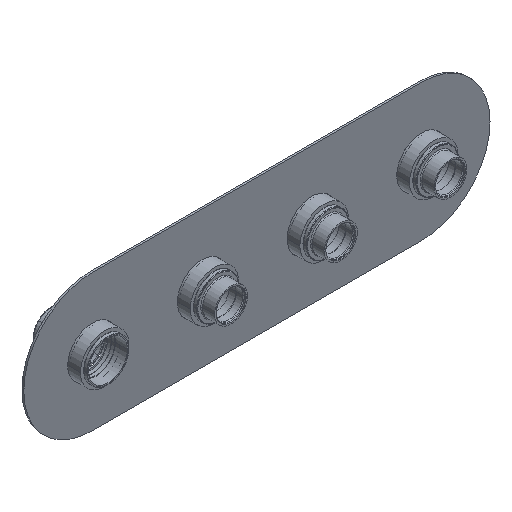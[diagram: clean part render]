
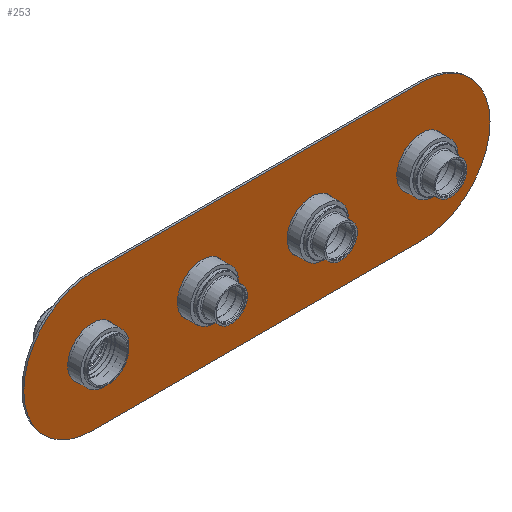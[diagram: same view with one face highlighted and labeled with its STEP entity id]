
A CAD part, isometric view. The second image highlights one B-rep face of the part: STEP entity #253.
In plain terms, the highlighted planar face has unit normal (0, -1, 0).
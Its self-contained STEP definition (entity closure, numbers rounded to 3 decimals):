
#2=DIRECTION('',(1.,0.,0.));
#3=VECTOR('',#2,360.);
#4=CARTESIAN_POINT('',(-180.,0.,75.));
#5=LINE('',#4,#3);
#6=CARTESIAN_POINT('',(180.,0.,0.));
#7=DIRECTION('',(0.,1.,0.));
#8=DIRECTION('',(0.,0.,1.));
#9=AXIS2_PLACEMENT_3D('',#6,#7,#8);
#11=DIRECTION('',(-1.,0.,0.));
#12=VECTOR('',#11,360.);
#13=CARTESIAN_POINT('',(180.,0.,-75.));
#14=LINE('',#13,#12);
#15=CARTESIAN_POINT('',(-180.,0.,0.));
#16=DIRECTION('',(0.,1.,0.));
#17=DIRECTION('',(0.,0.,-1.));
#18=AXIS2_PLACEMENT_3D('',#15,#16,#17);
#20=CARTESIAN_POINT('',(-60.,0.,0.));
#21=DIRECTION('',(0.,1.,0.));
#22=DIRECTION('',(1.,0.,0.));
#23=AXIS2_PLACEMENT_3D('',#20,#21,#22);
#25=CARTESIAN_POINT('',(-60.,0.,0.));
#26=DIRECTION('',(0.,1.,0.));
#27=DIRECTION('',(-1.,0.,0.));
#28=AXIS2_PLACEMENT_3D('',#25,#26,#27);
#30=CARTESIAN_POINT('',(180.,0.,0.));
#31=DIRECTION('',(0.,1.,0.));
#32=DIRECTION('',(1.,0.,0.));
#33=AXIS2_PLACEMENT_3D('',#30,#31,#32);
#35=CARTESIAN_POINT('',(180.,0.,0.));
#36=DIRECTION('',(0.,1.,0.));
#37=DIRECTION('',(-1.,0.,0.));
#38=AXIS2_PLACEMENT_3D('',#35,#36,#37);
#40=CARTESIAN_POINT('',(-180.,0.,0.));
#41=DIRECTION('',(0.,1.,0.));
#42=DIRECTION('',(1.,0.,0.));
#43=AXIS2_PLACEMENT_3D('',#40,#41,#42);
#45=CARTESIAN_POINT('',(-180.,0.,0.));
#46=DIRECTION('',(0.,1.,0.));
#47=DIRECTION('',(-1.,0.,0.));
#48=AXIS2_PLACEMENT_3D('',#45,#46,#47);
#50=CARTESIAN_POINT('',(60.,0.,0.));
#51=DIRECTION('',(0.,1.,0.));
#52=DIRECTION('',(1.,0.,0.));
#53=AXIS2_PLACEMENT_3D('',#50,#51,#52);
#55=CARTESIAN_POINT('',(60.,0.,0.));
#56=DIRECTION('',(0.,1.,0.));
#57=DIRECTION('',(-1.,0.,0.));
#58=AXIS2_PLACEMENT_3D('',#55,#56,#57);
#166=CARTESIAN_POINT('',(-180.,0.,75.));
#167=CARTESIAN_POINT('',(180.,0.,75.));
#168=VERTEX_POINT('',#166);
#169=VERTEX_POINT('',#167);
#174=CARTESIAN_POINT('',(-33.,0.,0.));
#175=CARTESIAN_POINT('',(-87.,0.,0.));
#176=VERTEX_POINT('',#174);
#177=VERTEX_POINT('',#175);
#178=CARTESIAN_POINT('',(207.,0.,0.));
#179=CARTESIAN_POINT('',(153.,0.,0.));
#180=VERTEX_POINT('',#178);
#181=VERTEX_POINT('',#179);
#182=CARTESIAN_POINT('',(-153.,0.,0.));
#183=CARTESIAN_POINT('',(-207.,0.,0.));
#184=VERTEX_POINT('',#182);
#185=VERTEX_POINT('',#183);
#198=CARTESIAN_POINT('',(87.,0.,0.));
#199=CARTESIAN_POINT('',(33.,0.,0.));
#200=VERTEX_POINT('',#198);
#201=VERTEX_POINT('',#199);
#206=CARTESIAN_POINT('',(180.,0.,-75.));
#207=VERTEX_POINT('',#206);
#208=CARTESIAN_POINT('',(-180.,0.,-75.));
#209=VERTEX_POINT('',#208);
#214=CARTESIAN_POINT('',(0.,0.,0.));
#215=DIRECTION('',(0.,1.,0.));
#216=DIRECTION('',(1.,0.,0.));
#217=AXIS2_PLACEMENT_3D('',#214,#215,#216);
#218=PLANE('',#217);
#220=ORIENTED_EDGE('',*,*,#219,.T.);
#222=ORIENTED_EDGE('',*,*,#221,.T.);
#224=ORIENTED_EDGE('',*,*,#223,.T.);
#226=ORIENTED_EDGE('',*,*,#225,.T.);
#227=EDGE_LOOP('',(#220,#222,#224,#226));
#228=FACE_OUTER_BOUND('',#227,.F.);
#230=ORIENTED_EDGE('',*,*,#229,.F.);
#232=ORIENTED_EDGE('',*,*,#231,.F.);
#233=EDGE_LOOP('',(#230,#232));
#234=FACE_BOUND('',#233,.F.);
#236=ORIENTED_EDGE('',*,*,#235,.F.);
#238=ORIENTED_EDGE('',*,*,#237,.F.);
#239=EDGE_LOOP('',(#236,#238));
#240=FACE_BOUND('',#239,.F.);
#242=ORIENTED_EDGE('',*,*,#241,.F.);
#244=ORIENTED_EDGE('',*,*,#243,.F.);
#245=EDGE_LOOP('',(#242,#244));
#246=FACE_BOUND('',#245,.F.);
#248=ORIENTED_EDGE('',*,*,#247,.F.);
#250=ORIENTED_EDGE('',*,*,#249,.F.);
#251=EDGE_LOOP('',(#248,#250));
#252=FACE_BOUND('',#251,.F.);
#253=ADVANCED_FACE('',(#228,#234,#240,#246,#252),#218,.F.);
#10=CIRCLE('',#9,75.);
#19=CIRCLE('',#18,75.);
#24=CIRCLE('',#23,27.);
#29=CIRCLE('',#28,27.);
#34=CIRCLE('',#33,27.);
#39=CIRCLE('',#38,27.);
#44=CIRCLE('',#43,27.);
#49=CIRCLE('',#48,27.);
#54=CIRCLE('',#53,27.);
#59=CIRCLE('',#58,27.);
#219=EDGE_CURVE('',#168,#169,#5,.T.);
#221=EDGE_CURVE('',#169,#207,#10,.T.);
#223=EDGE_CURVE('',#207,#209,#14,.T.);
#225=EDGE_CURVE('',#209,#168,#19,.T.);
#229=EDGE_CURVE('',#176,#177,#24,.T.);
#231=EDGE_CURVE('',#177,#176,#29,.T.);
#235=EDGE_CURVE('',#180,#181,#34,.T.);
#237=EDGE_CURVE('',#181,#180,#39,.T.);
#241=EDGE_CURVE('',#184,#185,#44,.T.);
#243=EDGE_CURVE('',#185,#184,#49,.T.);
#247=EDGE_CURVE('',#200,#201,#54,.T.);
#249=EDGE_CURVE('',#201,#200,#59,.T.);
